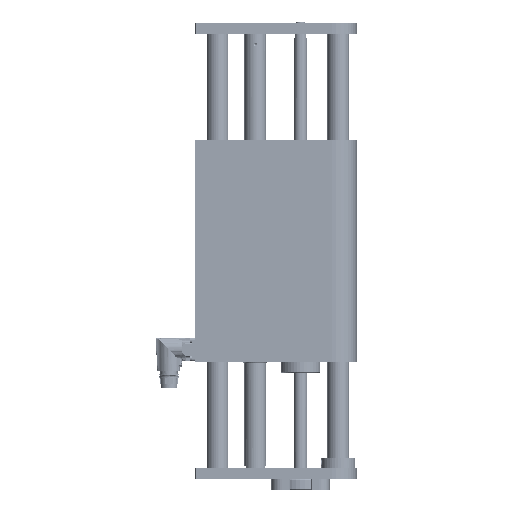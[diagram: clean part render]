
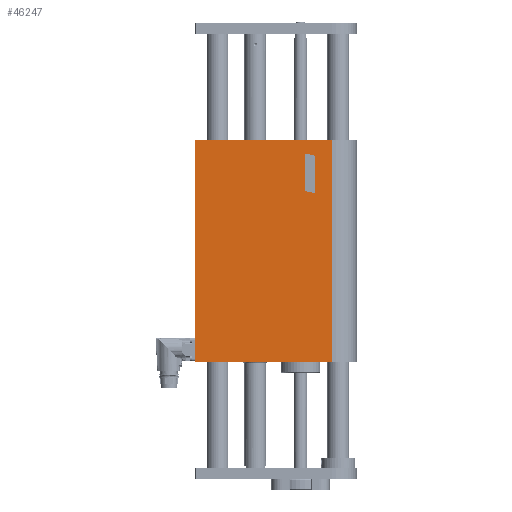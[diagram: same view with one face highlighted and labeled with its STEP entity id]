
A CAD part, left-side view. The second image highlights one B-rep face of the part: STEP entity #46247.
In plain terms, the highlighted planar face has unit normal (-1, 0, 0).
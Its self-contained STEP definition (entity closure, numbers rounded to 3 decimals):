
#550 = CARTESIAN_POINT ( 'NONE',  ( -22.5, 55.5, -103. ) ) ;
#3262 = ORIENTED_EDGE ( 'NONE', *, *, #49613, .T. ) ;
#3602 = DIRECTION ( 'NONE',  ( 0., -0.978, -0.208 ) ) ;
#7190 = ORIENTED_EDGE ( 'NONE', *, *, #115644, .T. ) ;
#8850 = LINE ( 'NONE', #137924, #36426 ) ;
#9212 = CARTESIAN_POINT ( 'NONE',  ( -22.5, 57., -103. ) ) ;
#11845 = EDGE_CURVE ( 'NONE', #107374, #37403, #90326, .T. ) ;
#13056 = ORIENTED_EDGE ( 'NONE', *, *, #90065, .T. ) ;
#14042 = AXIS2_PLACEMENT_3D ( 'NONE', #96967, #90665, #122876 ) ;
#14417 = VERTEX_POINT ( 'NONE', #54712 ) ;
#15890 = ORIENTED_EDGE ( 'NONE', *, *, #38977, .T. ) ;
#16944 = CARTESIAN_POINT ( 'NONE',  ( -22.5, -71.5, -103. ) ) ;
#17577 = DIRECTION ( 'NONE',  ( 0., 0., -1. ) ) ;
#24204 = CARTESIAN_POINT ( 'NONE',  ( -22.5, -46.059, 0. ) ) ;
#25375 = LINE ( 'NONE', #99684, #126476 ) ;
#31683 = DIRECTION ( 'NONE',  ( 0., -1., 0. ) ) ;
#34205 = VECTOR ( 'NONE', #53118, 1000. ) ;
#35229 = VERTEX_POINT ( 'NONE', #76398 ) ;
#36426 = VECTOR ( 'NONE', #96526, 1000. ) ;
#36566 = LINE ( 'NONE', #90558, #54015 ) ;
#37284 = DIRECTION ( 'NONE',  ( 0., 0., -1. ) ) ;
#37403 = VERTEX_POINT ( 'NONE', #98757 ) ;
#38977 = EDGE_CURVE ( 'NONE', #132430, #37403, #116173, .T. ) ;
#40868 = ORIENTED_EDGE ( 'NONE', *, *, #136885, .T. ) ;
#41957 = CARTESIAN_POINT ( 'NONE',  ( -22.5, -71.5, -103. ) ) ;
#43940 = LINE ( 'NONE', #24204, #89396 ) ;
#45262 = VERTEX_POINT ( 'NONE', #124455 ) ;
#45997 = VECTOR ( 'NONE', #31683, 1000. ) ;
#46247 = ADVANCED_FACE ( 'NONE', ( #78711, #68148 ), #110887, .T. ) ;
#47105 = CARTESIAN_POINT ( 'NONE',  ( -22.5, 55.5, 103. ) ) ;
#49613 = EDGE_CURVE ( 'NONE', #45262, #135102, #25375, .T. ) ;
#53118 = DIRECTION ( 'NONE',  ( 0., 0., 1. ) ) ;
#54015 = VECTOR ( 'NONE', #37284, 1000. ) ;
#54670 = VECTOR ( 'NONE', #132292, 1000. ) ;
#54712 = CARTESIAN_POINT ( 'NONE',  ( -22.5, -55.043, 54.099 ) ) ;
#59587 = VERTEX_POINT ( 'NONE', #550 ) ;
#66170 = EDGE_CURVE ( 'NONE', #107374, #59587, #81490, .T. ) ;
#68148 = FACE_BOUND ( 'NONE', #79964, .T. ) ;
#76398 = CARTESIAN_POINT ( 'NONE',  ( -22.5, -46.059, 56.01 ) ) ;
#77375 = VECTOR ( 'NONE', #17577, 1000. ) ;
#78711 = FACE_OUTER_BOUND ( 'NONE', #80677, .T. ) ;
#78930 = DIRECTION ( 'NONE',  ( 0., 0., 1. ) ) ;
#79964 = EDGE_LOOP ( 'NONE', ( #3262, #7190, #40868, #13056 ) ) ;
#80677 = EDGE_LOOP ( 'NONE', ( #124097, #91699, #116590, #15890 ) ) ;
#81490 = LINE ( 'NONE', #101732, #77375 ) ;
#89396 = VECTOR ( 'NONE', #78930, 1000. ) ;
#90065 = EDGE_CURVE ( 'NONE', #35229, #45262, #43940, .T. ) ;
#90326 = LINE ( 'NONE', #122546, #54670 ) ;
#90558 = CARTESIAN_POINT ( 'NONE',  ( -22.5, -55.043, 0. ) ) ;
#90665 = DIRECTION ( 'NONE',  ( -1., 0., 0. ) ) ;
#91699 = ORIENTED_EDGE ( 'NONE', *, *, #66170, .T. ) ;
#96526 = DIRECTION ( 'NONE',  ( 0., 0.978, 0.208 ) ) ;
#96967 = CARTESIAN_POINT ( 'NONE',  ( -22.5, 57., -103. ) ) ;
#98757 = CARTESIAN_POINT ( 'NONE',  ( -22.5, -71.5, 103. ) ) ;
#99684 = CARTESIAN_POINT ( 'NONE',  ( -22.5, -20.493, 96.247 ) ) ;
#101732 = CARTESIAN_POINT ( 'NONE',  ( -22.5, 55.5, -103. ) ) ;
#102477 = EDGE_CURVE ( 'NONE', #59587, #132430, #127709, .T. ) ;
#107374 = VERTEX_POINT ( 'NONE', #47105 ) ;
#110887 = PLANE ( 'NONE',  #14042 ) ;
#115644 = EDGE_CURVE ( 'NONE', #135102, #14417, #36566, .T. ) ;
#116173 = LINE ( 'NONE', #41957, #34205 ) ;
#116590 = ORIENTED_EDGE ( 'NONE', *, *, #102477, .T. ) ;
#122546 = CARTESIAN_POINT ( 'NONE',  ( -22.5, 57., 103. ) ) ;
#122876 = DIRECTION ( 'NONE',  ( 0., -1., 0. ) ) ;
#124097 = ORIENTED_EDGE ( 'NONE', *, *, #11845, .F. ) ;
#124455 = CARTESIAN_POINT ( 'NONE',  ( -22.5, -46.059, 90.803 ) ) ;
#126476 = VECTOR ( 'NONE', #3602, 1000. ) ;
#127709 = LINE ( 'NONE', #9212, #45997 ) ;
#128354 = CARTESIAN_POINT ( 'NONE',  ( -22.5, -55.043, 88.89 ) ) ;
#132292 = DIRECTION ( 'NONE',  ( 0., -1., 0. ) ) ;
#132430 = VERTEX_POINT ( 'NONE', #16944 ) ;
#135102 = VERTEX_POINT ( 'NONE', #128354 ) ;
#136885 = EDGE_CURVE ( 'NONE', #14417, #35229, #8850, .T. ) ;
#137924 = CARTESIAN_POINT ( 'NONE',  ( -22.5, -13.398, 62.961 ) ) ;
